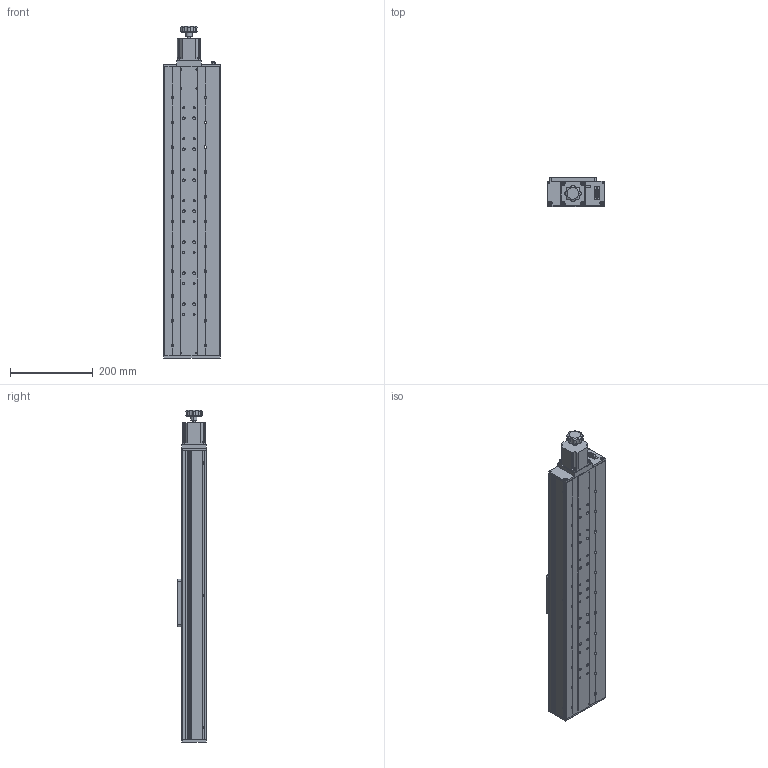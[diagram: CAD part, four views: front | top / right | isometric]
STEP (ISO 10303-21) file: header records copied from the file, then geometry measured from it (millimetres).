
FILE_DESCRIPTION (( 'STEP AP203' ), '1' );
FILE_NAME ('08HMT-500M.STEP', '2023-04-26T02:41:29', ( '' ), ( '' ), 'SwSTEP 2.0', 'SolidWorks 2022', '' );
FILE_SCHEMA (( 'CONFIG_CONTROL_DESIGN' ));
Length unit declared in the file: millimetre
Products named in the file (1): 08HMT-500M
Bounding box: 137 x 71 x 803.3 mm (x, y, z)
Surface area: 543128.5 mm2 (no closed solid volume)
Topology: 0 solids, 45 shells, 793 faces, 2734 edges, 1969 vertices
Faces by surface type: plane 349, cylinder 340, cone 68, torus 28, sphere 8
Entity records: 30607 total; most frequent: CARTESIAN_POINT 6239, DIRECTION 5370, ORIENTED_EDGE 4370, EDGE_CURVE 2734, VERTEX_POINT 1969, AXIS2_PLACEMENT_3D 1926, VECTOR 1518, LINE 1518
